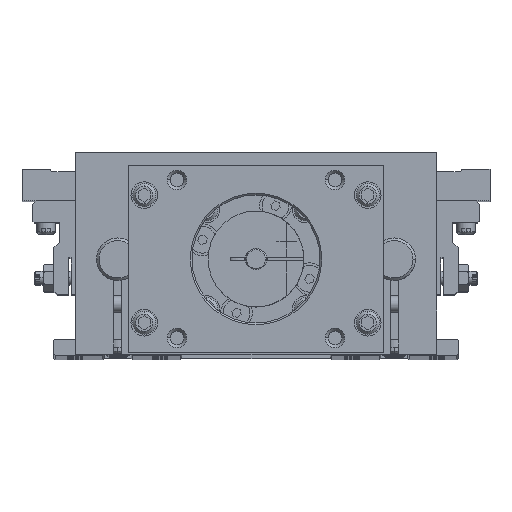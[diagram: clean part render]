
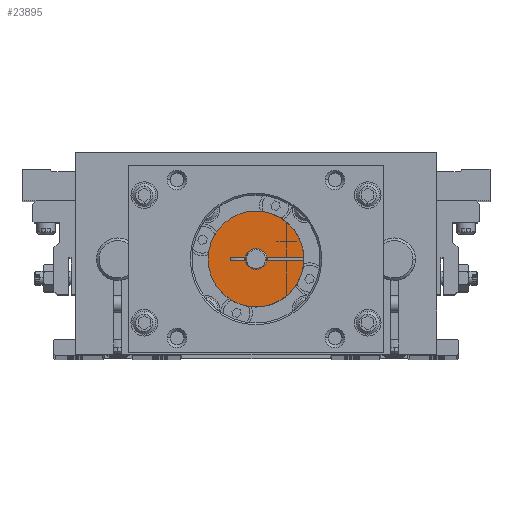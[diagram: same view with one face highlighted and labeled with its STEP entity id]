
A CAD part, top view. The second image highlights one B-rep face of the part: STEP entity #23895.
In plain terms, the highlighted planar face has unit normal (0, 0, 1).
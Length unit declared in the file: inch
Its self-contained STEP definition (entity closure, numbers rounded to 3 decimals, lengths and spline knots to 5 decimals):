
#168 = CARTESIAN_POINT ( 'NONE',  ( 0.56214, 1.145, 2.9724 ) ) ;
#568 = CARTESIAN_POINT ( 'NONE',  ( 0., 1.145, 2.9724 ) ) ;
#2167 = VECTOR ( 'NONE', #55652, 39.37008 ) ;
#2311 = AXIS2_PLACEMENT_3D ( 'NONE', #5792, #32724, #31895 ) ;
#2772 = VECTOR ( 'NONE', #78469, 39.37008 ) ;
#3397 = ORIENTED_EDGE ( 'NONE', *, *, #13976, .T. ) ;
#4157 = LINE ( 'NONE', #82458, #53001 ) ;
#4752 = EDGE_LOOP ( 'NONE', ( #3397, #81862, #35247, #10440, #44292, #61083, #27559, #51025, #64360 ) ) ;
#5134 = LINE ( 'NONE', #16712, #2167 ) ;
#5334 = CARTESIAN_POINT ( 'NONE',  ( -0.3035, 1.145, 2.9724 ) ) ;
#5455 = VERTEX_POINT ( 'NONE', #56926 ) ;
#5792 = CARTESIAN_POINT ( 'NONE',  ( 0., 1.125, 2.9724 ) ) ;
#5922 = EDGE_CURVE ( 'NONE', #60795, #48452, #49550, .T. ) ;
#8198 = DIRECTION ( 'NONE',  ( 0., 0., 1. ) ) ;
#9190 = CARTESIAN_POINT ( 'NONE',  ( 0.12339, 1.145, 2.9724 ) ) ;
#10416 = AXIS2_PLACEMENT_3D ( 'NONE', #55245, #81340, #27429 ) ;
#10440 = ORIENTED_EDGE ( 'NONE', *, *, #69548, .F. ) ;
#12052 = EDGE_CURVE ( 'NONE', #54540, #64553, #5134, .T. ) ;
#13976 = EDGE_CURVE ( 'NONE', #5455, #60795, #53071, .T. ) ;
#14640 = CARTESIAN_POINT ( 'NONE',  ( 0., 1.125, 2.9724 ) ) ;
#16645 = VERTEX_POINT ( 'NONE', #42998 ) ;
#16712 = CARTESIAN_POINT ( 'NONE',  ( 0., 1.105, 2.9724 ) ) ;
#18254 = EDGE_CURVE ( 'NONE', #68431, #54540, #82865, .T. ) ;
#21215 = EDGE_CURVE ( 'NONE', #64553, #46942, #4157, .T. ) ;
#21432 = CIRCLE ( 'NONE', #2311, 0.5625 ) ;
#23895 = ADVANCED_FACE ( 'NONE', ( #35555 ), #61280, .T. ) ;
#27319 = EDGE_CURVE ( 'NONE', #46942, #5455, #58800, .T. ) ;
#27429 = DIRECTION ( 'NONE',  ( 1., 0., 0. ) ) ;
#27559 = ORIENTED_EDGE ( 'NONE', *, *, #12052, .T. ) ;
#28570 = AXIS2_PLACEMENT_3D ( 'NONE', #14640, #67320, #73278 ) ;
#29210 = VECTOR ( 'NONE', #84432, 39.37008 ) ;
#31080 = DIRECTION ( 'NONE',  ( 0., 1., 0. ) ) ;
#31895 = DIRECTION ( 'NONE',  ( 1., 0., 0. ) ) ;
#32724 = DIRECTION ( 'NONE',  ( 0., 0., -1. ) ) ;
#34731 = DIRECTION ( 'NONE',  ( 1., 0., 0. ) ) ;
#35247 = ORIENTED_EDGE ( 'NONE', *, *, #44596, .F. ) ;
#35555 = FACE_OUTER_BOUND ( 'NONE', #4752, .T. ) ;
#36611 = CARTESIAN_POINT ( 'NONE',  ( 0., 1.125, 2.9724 ) ) ;
#38332 = VECTOR ( 'NONE', #75650, 39.37008 ) ;
#40907 = CARTESIAN_POINT ( 'NONE',  ( 0.12339, 1.105, 2.9724 ) ) ;
#41853 = CARTESIAN_POINT ( 'NONE',  ( 0., 1.145, 2.9724 ) ) ;
#42849 = CARTESIAN_POINT ( 'NONE',  ( 0., 1.125, 2.9724 ) ) ;
#42998 = CARTESIAN_POINT ( 'NONE',  ( -0.5625, 1.125, 2.9724 ) ) ;
#44292 = ORIENTED_EDGE ( 'NONE', *, *, #60587, .T. ) ;
#44596 = EDGE_CURVE ( 'NONE', #16645, #48452, #64092, .T. ) ;
#45921 = LINE ( 'NONE', #64789, #29210 ) ;
#46942 = VERTEX_POINT ( 'NONE', #5334 ) ;
#48452 = VERTEX_POINT ( 'NONE', #168 ) ;
#49550 = LINE ( 'NONE', #41853, #38332 ) ;
#51025 = ORIENTED_EDGE ( 'NONE', *, *, #21215, .T. ) ;
#53001 = VECTOR ( 'NONE', #31080, 39.37008 ) ;
#53071 = CIRCLE ( 'NONE', #57162, 0.125 ) ;
#53943 = VERTEX_POINT ( 'NONE', #66446 ) ;
#54540 = VERTEX_POINT ( 'NONE', #67647 ) ;
#55245 = CARTESIAN_POINT ( 'NONE',  ( 0., 1.125, 2.9724 ) ) ;
#55652 = DIRECTION ( 'NONE',  ( -1., 0., 0. ) ) ;
#56926 = CARTESIAN_POINT ( 'NONE',  ( -0.12339, 1.145, 2.9724 ) ) ;
#57162 = AXIS2_PLACEMENT_3D ( 'NONE', #36611, #62319, #75989 ) ;
#58800 = LINE ( 'NONE', #568, #2772 ) ;
#60587 = EDGE_CURVE ( 'NONE', #53943, #68431, #45921, .T. ) ;
#60795 = VERTEX_POINT ( 'NONE', #9190 ) ;
#61083 = ORIENTED_EDGE ( 'NONE', *, *, #18254, .T. ) ;
#61280 = PLANE ( 'NONE',  #66707 ) ;
#62319 = DIRECTION ( 'NONE',  ( 0., 0., -1. ) ) ;
#64092 = CIRCLE ( 'NONE', #28570, 0.5625 ) ;
#64360 = ORIENTED_EDGE ( 'NONE', *, *, #27319, .T. ) ;
#64553 = VERTEX_POINT ( 'NONE', #79194 ) ;
#64789 = CARTESIAN_POINT ( 'NONE',  ( 0., 1.105, 2.9724 ) ) ;
#66446 = CARTESIAN_POINT ( 'NONE',  ( 0.56214, 1.105, 2.9724 ) ) ;
#66707 = AXIS2_PLACEMENT_3D ( 'NONE', #42849, #8198, #34731 ) ;
#67320 = DIRECTION ( 'NONE',  ( 0., 0., -1. ) ) ;
#67647 = CARTESIAN_POINT ( 'NONE',  ( -0.12339, 1.105, 2.9724 ) ) ;
#68431 = VERTEX_POINT ( 'NONE', #40907 ) ;
#69548 = EDGE_CURVE ( 'NONE', #53943, #16645, #21432, .T. ) ;
#73278 = DIRECTION ( 'NONE',  ( 1., 0., 0. ) ) ;
#75650 = DIRECTION ( 'NONE',  ( 1., 0., 0. ) ) ;
#75989 = DIRECTION ( 'NONE',  ( 1., 0., 0. ) ) ;
#78469 = DIRECTION ( 'NONE',  ( 1., 0., 0. ) ) ;
#79194 = CARTESIAN_POINT ( 'NONE',  ( -0.3035, 1.105, 2.9724 ) ) ;
#81340 = DIRECTION ( 'NONE',  ( 0., 0., -1. ) ) ;
#81862 = ORIENTED_EDGE ( 'NONE', *, *, #5922, .T. ) ;
#82458 = CARTESIAN_POINT ( 'NONE',  ( -0.3035, 1.145, 2.9724 ) ) ;
#82865 = CIRCLE ( 'NONE', #10416, 0.125 ) ;
#84432 = DIRECTION ( 'NONE',  ( -1., 0., 0. ) ) ;
